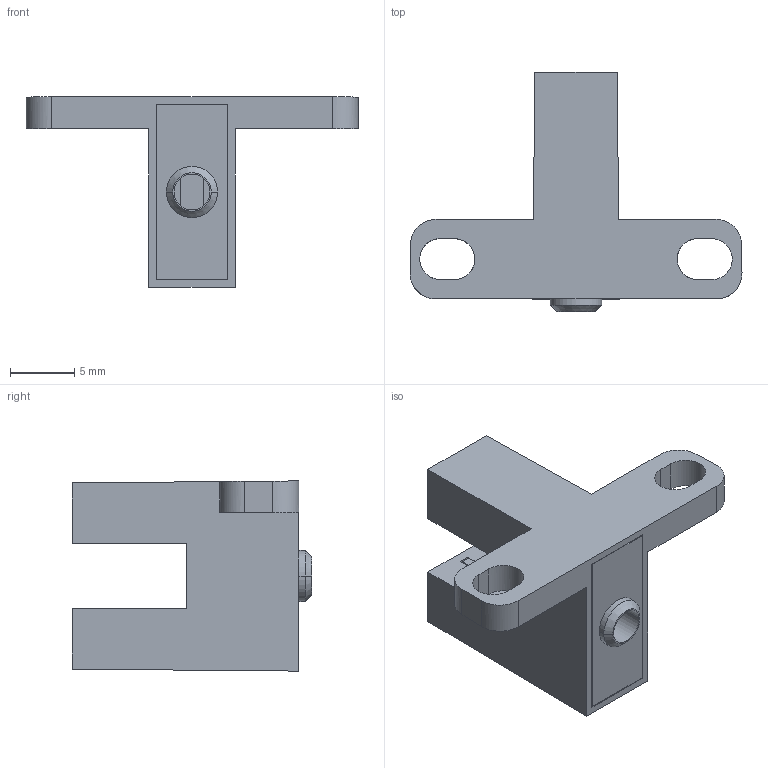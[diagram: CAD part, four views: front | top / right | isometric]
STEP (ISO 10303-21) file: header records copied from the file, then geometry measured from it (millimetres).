
FILE_DESCRIPTION((''),'2;1');
FILE_NAME('PM-T45_ASM','2019-07-17T',('Administrator'),(''),'PRO/ENGINEER BY PARAMETRIC TECHNOLOGY CORPORATION, 2013430','PRO/ENGINEER BY PARAMETRIC TECHNOLOGY CORPORATION, 2013430','');
FILE_SCHEMA(('CONFIG_CONTROL_DESIGN'));
Length unit declared in the file: millimetre
Products named in the file (4): PM-T45; 670-1; PM-T45A; PM-T45_ASM
Assembly tree (3 placements, depth 2):
  PM-T45_ASM
    PM-T45
    670-1
    PM-T45A
Bounding box: 25.93 x 18.7 x 14.85 mm (x, y, z)
Volume: 1028.9 mm3; surface area: 2391.2 mm2
Topology: 3 solids, 3 shells, 205 faces, 532 edges, 334 vertices
Faces by surface type: plane 149, cylinder 34, cone 18, bspline 4
Entity records: 6496 total; most frequent: CARTESIAN_POINT 1458, ORIENTED_EDGE 1056, DIRECTION 954, EDGE_CURVE 528, VECTOR 446, LINE 446, VERTEX_POINT 334, AXIS2_PLACEMENT_3D 254
